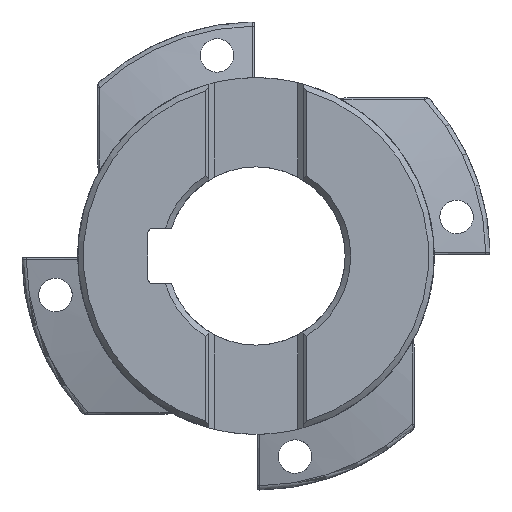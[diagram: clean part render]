
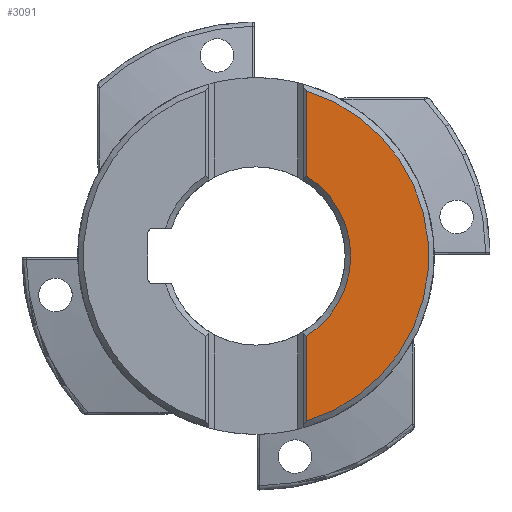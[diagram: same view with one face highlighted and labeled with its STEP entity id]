
A CAD part, left-side view. The second image highlights one B-rep face of the part: STEP entity #3091.
In plain terms, the highlighted planar face has unit normal (-1, 0, 0).
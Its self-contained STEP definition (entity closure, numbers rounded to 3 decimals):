
#122 = VERTEX_POINT ( 'NONE', #1350 ) ;
#204 = VECTOR ( 'NONE', #1571, 1000. ) ;
#555 = ORIENTED_EDGE ( 'NONE', *, *, #4592, .T. ) ;
#664 = DIRECTION ( 'NONE',  ( 0., 0., -1. ) ) ;
#820 = CIRCLE ( 'NONE', #3878, 15.5 ) ;
#932 = VERTEX_POINT ( 'NONE', #2670 ) ;
#985 = PLANE ( 'NONE',  #1215 ) ;
#1044 = FACE_OUTER_BOUND ( 'NONE', #1564, .T. ) ;
#1070 = DIRECTION ( 'NONE',  ( 0., 0., 1. ) ) ;
#1215 = AXIS2_PLACEMENT_3D ( 'NONE', #2701, #5112, #1070 ) ;
#1350 = CARTESIAN_POINT ( 'NONE',  ( 0., -4.525, -14.825 ) ) ;
#1564 = EDGE_LOOP ( 'NONE', ( #4320, #4756, #555, #2122 ) ) ;
#1571 = DIRECTION ( 'NONE',  ( 0., 0., -1. ) ) ;
#1721 = EDGE_CURVE ( 'NONE', #1790, #2579, #4233, .T. ) ;
#1748 = CARTESIAN_POINT ( 'NONE',  ( 0., 0., 0. ) ) ;
#1790 = VERTEX_POINT ( 'NONE', #3929 ) ;
#2122 = ORIENTED_EDGE ( 'NONE', *, *, #3632, .T. ) ;
#2333 = LINE ( 'NONE', #4467, #204 ) ;
#2579 = VERTEX_POINT ( 'NONE', #4309 ) ;
#2670 = CARTESIAN_POINT ( 'NONE',  ( 0., -4.525, 14.825 ) ) ;
#2701 = CARTESIAN_POINT ( 'NONE',  ( 0., 0., 0. ) ) ;
#2742 = VECTOR ( 'NONE', #664, 1000. ) ;
#2997 = DIRECTION ( 'NONE',  ( 0., 0., 1. ) ) ;
#3091 = ADVANCED_FACE ( 'NONE', ( #1044 ), #985, .T. ) ;
#3407 = DIRECTION ( 'NONE',  ( 1., 0., 0. ) ) ;
#3508 = DIRECTION ( 'NONE',  ( -1., 0., 0. ) ) ;
#3572 = LINE ( 'NONE', #5210, #2742 ) ;
#3632 = EDGE_CURVE ( 'NONE', #932, #1790, #2333, .T. ) ;
#3878 = AXIS2_PLACEMENT_3D ( 'NONE', #4706, #3508, #4765 ) ;
#3929 = CARTESIAN_POINT ( 'NONE',  ( 0., -4.525, 7.195 ) ) ;
#4233 = CIRCLE ( 'NONE', #4821, 8.5 ) ;
#4269 = EDGE_CURVE ( 'NONE', #2579, #122, #3572, .T. ) ;
#4309 = CARTESIAN_POINT ( 'NONE',  ( 0., -4.525, -7.195 ) ) ;
#4320 = ORIENTED_EDGE ( 'NONE', *, *, #1721, .T. ) ;
#4467 = CARTESIAN_POINT ( 'NONE',  ( 0., -4.525, 7.376 ) ) ;
#4592 = EDGE_CURVE ( 'NONE', #122, #932, #820, .T. ) ;
#4706 = CARTESIAN_POINT ( 'NONE',  ( 0., 0., 0. ) ) ;
#4756 = ORIENTED_EDGE ( 'NONE', *, *, #4269, .T. ) ;
#4765 = DIRECTION ( 'NONE',  ( 0., 0., 1. ) ) ;
#4821 = AXIS2_PLACEMENT_3D ( 'NONE', #1748, #3407, #2997 ) ;
#5112 = DIRECTION ( 'NONE',  ( -1., 0., 0. ) ) ;
#5210 = CARTESIAN_POINT ( 'NONE',  ( 0., -4.525, -14.913 ) ) ;
